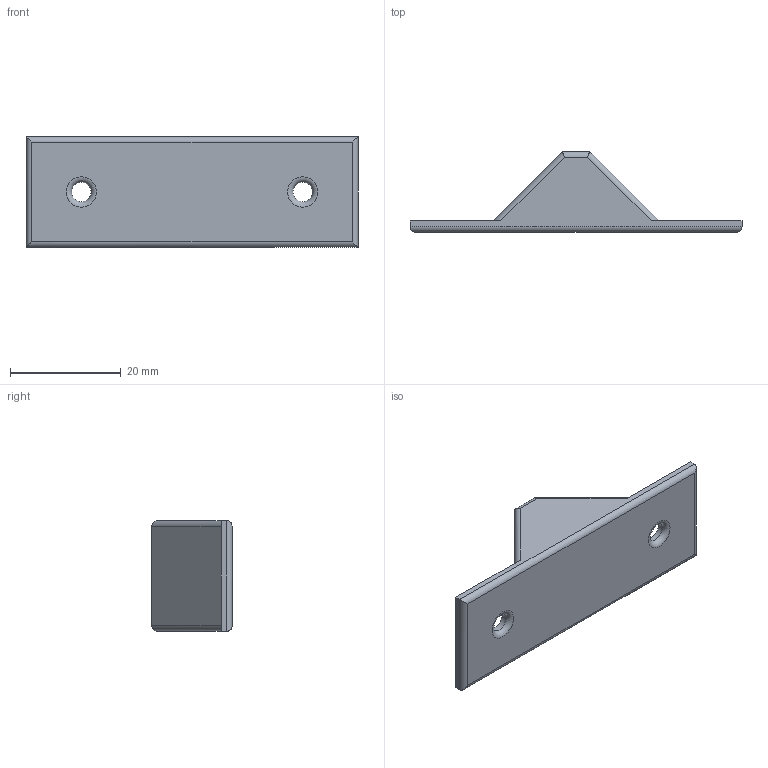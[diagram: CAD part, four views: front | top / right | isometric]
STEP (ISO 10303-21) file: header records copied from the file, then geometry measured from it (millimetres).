
FILE_DESCRIPTION(('STEP AP242'), '1');
FILE_NAME('SyringeHolderSmall', '', ('UNSPECIFIED'), ('UNSPECIFIED'), 'C3D Converter', 'C3D Toolkit', '');
FILE_SCHEMA(('AP242_MANAGED_MODEL_BASED_3D_ENGINEERING_MIM_LF { 1 0 10303 442 1 1 4 }'));
Length unit declared in the file: millimetre
Bounding box: 60 x 14.5 x 20 mm (x, y, z)
Volume: 6683.9 mm3; surface area: 3265.6 mm2
Topology: 1 solids, 1 shells, 23 faces, 54 edges, 33 vertices
Faces by surface type: cylinder 11, plane 10, torus 2
Full cylindrical faces by diameter (mm): 3.5 x2
Entity records: 854 total; most frequent: CARTESIAN_POINT 140, ORIENTED_EDGE 100, DIRECTION 93, EDGE_CURVE 50, VERTEX_POINT 33, LINE 33, VECTOR 33, EDGE_LOOP 31
